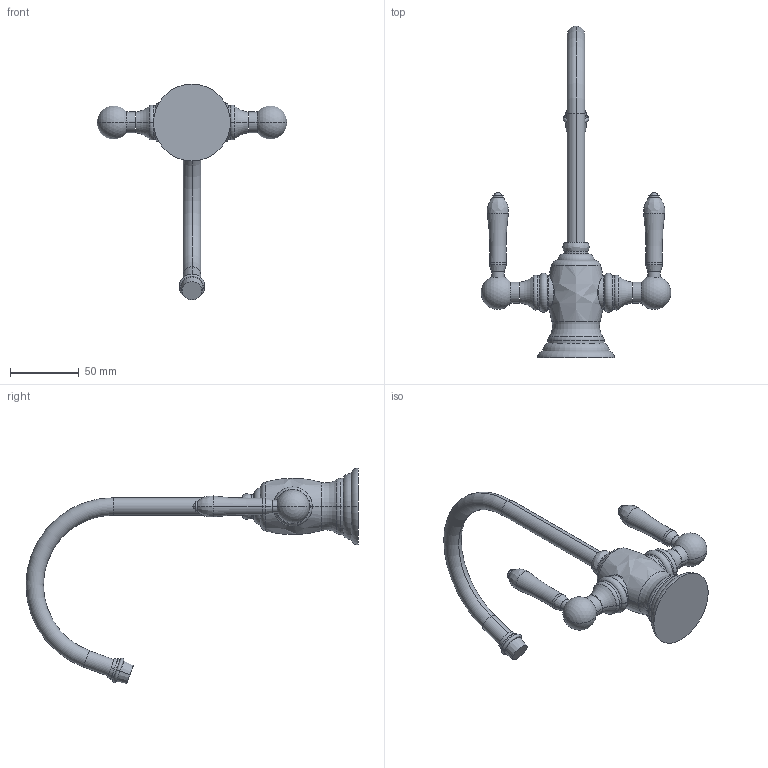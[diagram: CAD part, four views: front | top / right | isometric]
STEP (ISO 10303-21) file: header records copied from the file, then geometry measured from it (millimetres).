
FILE_DESCRIPTION((''),'2;1');
FILE_NAME('1030-5603','2021-04-21T10:23:59',('jinson.thomas'),(''),'CREO PARAMETRIC BY PTC INC, 2018400','CREO PARAMETRIC BY PTC INC, 2018400','');
FILE_SCHEMA(('CONFIG_CONTROL_DESIGN'));
Length unit declared in the file: inch
Products named in the file (1): 1030-5603
Bounding box: 138.08 x 241.48 x 157.02 mm (x, y, z)
Volume: 180833.6 mm3; surface area: 37881.6 mm2
Topology: 1 solids, 1 shells, 124 faces, 258 edges, 140 vertices
Faces by surface type: torus 44, cylinder 38, plane 14, bspline 12, cone 12, sphere 4
Entity records: 3555 total; most frequent: CARTESIAN_POINT 835, DIRECTION 666, ORIENTED_EDGE 500, AXIS2_PLACEMENT_3D 308, EDGE_CURVE 250, CIRCLE 196, VERTEX_POINT 140, EDGE_LOOP 136
